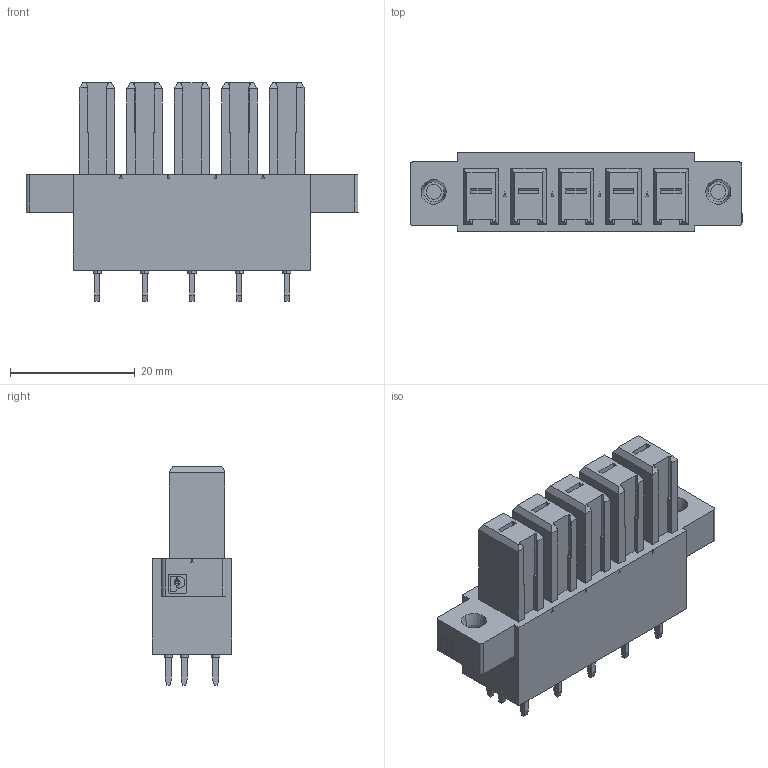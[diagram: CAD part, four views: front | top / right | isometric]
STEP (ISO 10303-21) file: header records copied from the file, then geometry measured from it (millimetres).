
FILE_DESCRIPTION((''),'2;1');
FILE_NAME('PHOENIX_1708967.stp','2011-11-15T15:12:55',(''),(''),'Mechanical Desktop 2011','Mechanical Desktop 2011',', , ');
FILE_SCHEMA(('AUTOMOTIVE_DESIGN { 1 2 10303 214 1 1 1 1 }'));
Length unit declared in the file: millimetre
Products named in the file (1): Product
Bounding box: 53.32 x 12.8 x 35.1 mm (x, y, z)
Volume: 11879.9 mm3; surface area: 6023.3 mm2
Topology: 31 solids, 31 shells, 431 faces, 1005 edges, 662 vertices
Faces by surface type: plane 256, bspline 90, cylinder 81, cone 4
Entity records: 12185 total; most frequent: CARTESIAN_POINT 2369, ORIENTED_EDGE 2010, DIRECTION 1863, EDGE_CURVE 1005, VECTOR 831, LINE 831, VERTEX_POINT 662, AXIS2_PLACEMENT_3D 516
